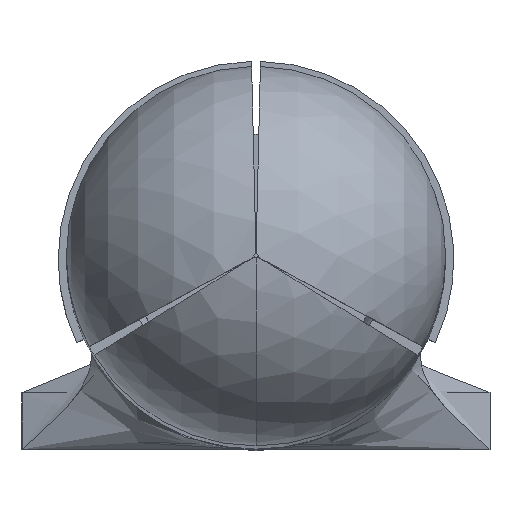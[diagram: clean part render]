
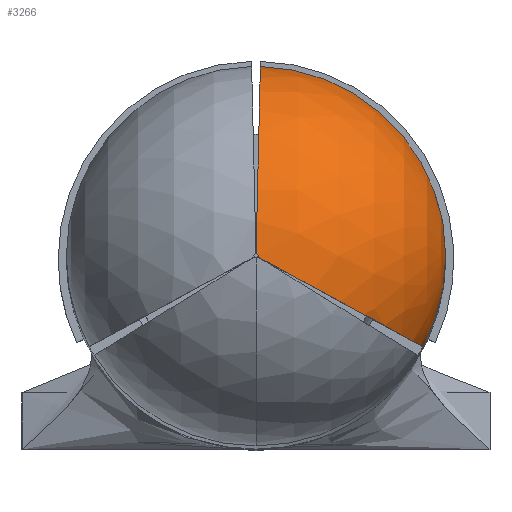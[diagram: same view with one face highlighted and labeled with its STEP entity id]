
A CAD part, top view. The second image highlights one B-rep face of the part: STEP entity #3266.
In plain terms, the highlighted spherical face has radius 2.369 mm.
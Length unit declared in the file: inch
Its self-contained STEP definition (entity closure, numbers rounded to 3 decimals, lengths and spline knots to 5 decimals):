
#157 = CARTESIAN_POINT ( 'NONE',  ( 0.00002, 0.001, 1.05499 ) ) ;
#238 = CIRCLE ( 'NONE', #1649, 0.001 ) ;
#260 = CARTESIAN_POINT ( 'NONE',  ( 0., 0., 0.96175 ) ) ;
#500 = DIRECTION ( 'NONE',  ( 0., 0., 1. ) ) ;
#555 = AXIS2_PLACEMENT_3D ( 'NONE', #3740, #636, #4284 ) ;
#636 = DIRECTION ( 'NONE',  ( 0.477, 0.879, 0. ) ) ;
#641 = AXIS2_PLACEMENT_3D ( 'NONE', #4981, #1795, #5477 ) ;
#687 = CARTESIAN_POINT ( 'NONE',  ( 0.001, 0., 1.05499 ) ) ;
#719 = CIRCLE ( 'NONE', #555, 0.09325 ) ;
#765 = DIRECTION ( 'NONE',  ( -1., 0., 0. ) ) ;
#1000 = CIRCLE ( 'NONE', #4326, 0.09325 ) ;
#1438 = CARTESIAN_POINT ( 'NONE',  ( 0., 0., 0.96175 ) ) ;
#1610 = VERTEX_POINT ( 'NONE', #157 ) ;
#1645 = ORIENTED_EDGE ( 'NONE', *, *, #4248, .T. ) ;
#1649 = AXIS2_PLACEMENT_3D ( 'NONE', #1884, #5562, #2386 ) ;
#1659 = VERTEX_POINT ( 'NONE', #687 ) ;
#1795 = DIRECTION ( 'NONE',  ( 1., -0.023, 0. ) ) ;
#1823 = ORIENTED_EDGE ( 'NONE', *, *, #3120, .T. ) ;
#1858 = EDGE_CURVE ( 'NONE', #1610, #1659, #5929, .T. ) ;
#1884 = CARTESIAN_POINT ( 'NONE',  ( 0., 0., 1.05499 ) ) ;
#2224 = VERTEX_POINT ( 'NONE', #6204 ) ;
#2311 = CARTESIAN_POINT ( 'NONE',  ( 0., 0., 1.05499 ) ) ;
#2386 = DIRECTION ( 'NONE',  ( -1., 0., 0. ) ) ;
#2393 = VERTEX_POINT ( 'NONE', #5777 ) ;
#2444 = FACE_OUTER_BOUND ( 'NONE', #3849, .T. ) ;
#2456 = EDGE_CURVE ( 'NONE', #5184, #3565, #719, .T. ) ;
#2599 = ORIENTED_EDGE ( 'NONE', *, *, #1858, .T. ) ;
#2769 = ORIENTED_EDGE ( 'NONE', *, *, #3184, .T. ) ;
#2834 = DIRECTION ( 'NONE',  ( -1., 0., 0. ) ) ;
#3120 = EDGE_CURVE ( 'NONE', #2393, #1610, #5916, .T. ) ;
#3184 = EDGE_CURVE ( 'NONE', #1659, #5184, #238, .T. ) ;
#3266 = ADVANCED_FACE ( 'NONE', ( #2444 ), #5137, .T. ) ;
#3565 = VERTEX_POINT ( 'NONE', #3899 ) ;
#3596 = CARTESIAN_POINT ( 'NONE',  ( 0., 0., 0.96175 ) ) ;
#3681 = CIRCLE ( 'NONE', #6692, 0.09325 ) ;
#3740 = CARTESIAN_POINT ( 'NONE',  ( 0., 0., 0.96175 ) ) ;
#3849 = EDGE_LOOP ( 'NONE', ( #6533, #1645, #1823, #2599, #2769, #6005 ) ) ;
#3879 = DIRECTION ( 'NONE',  ( 0., 0., 1. ) ) ;
#3899 = CARTESIAN_POINT ( 'NONE',  ( 0.08198, -0.04444, 0.96175 ) ) ;
#4076 = CARTESIAN_POINT ( 'NONE',  ( 0.00088, -0.00048, 1.05499 ) ) ;
#4130 = DIRECTION ( 'NONE',  ( -1., 0., 0. ) ) ;
#4248 = EDGE_CURVE ( 'NONE', #2224, #2393, #1000, .T. ) ;
#4284 = DIRECTION ( 'NONE',  ( 0.879, -0.477, 0. ) ) ;
#4326 = AXIS2_PLACEMENT_3D ( 'NONE', #260, #3879, #765 ) ;
#4597 = DIRECTION ( 'NONE',  ( -1., 0., 0. ) ) ;
#4852 = AXIS2_PLACEMENT_3D ( 'NONE', #1438, #4597, #5136 ) ;
#4981 = CARTESIAN_POINT ( 'NONE',  ( 0., 0., 0.96175 ) ) ;
#5136 = DIRECTION ( 'NONE',  ( 0., 1., 0. ) ) ;
#5137 = SPHERICAL_SURFACE ( 'NONE', #4852, 0.09325 ) ;
#5184 = VERTEX_POINT ( 'NONE', #4076 ) ;
#5230 = AXIS2_PLACEMENT_3D ( 'NONE', #2311, #6004, #2834 ) ;
#5477 = DIRECTION ( 'NONE',  ( -0.023, -1., 0. ) ) ;
#5562 = DIRECTION ( 'NONE',  ( 0., 0., -1. ) ) ;
#5692 = EDGE_CURVE ( 'NONE', #3565, #2224, #3681, .T. ) ;
#5777 = CARTESIAN_POINT ( 'NONE',  ( 0.00214, 0.09323, 0.96175 ) ) ;
#5916 = CIRCLE ( 'NONE', #641, 0.09325 ) ;
#5929 = CIRCLE ( 'NONE', #5230, 0.001 ) ;
#6004 = DIRECTION ( 'NONE',  ( 0., 0., -1. ) ) ;
#6005 = ORIENTED_EDGE ( 'NONE', *, *, #2456, .T. ) ;
#6204 = CARTESIAN_POINT ( 'NONE',  ( 0.09325, 0., 0.96175 ) ) ;
#6533 = ORIENTED_EDGE ( 'NONE', *, *, #5692, .T. ) ;
#6692 = AXIS2_PLACEMENT_3D ( 'NONE', #3596, #500, #4130 ) ;
